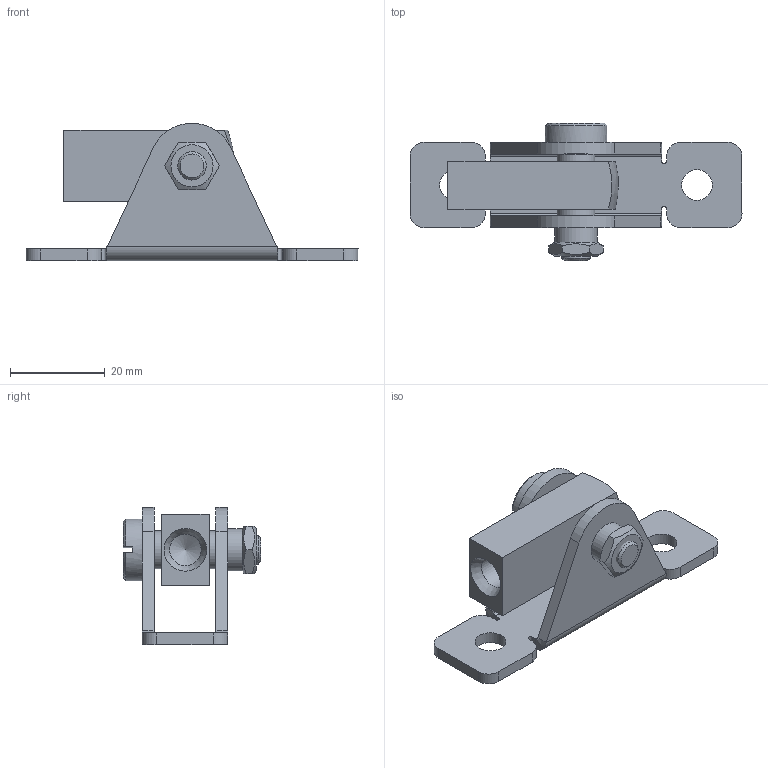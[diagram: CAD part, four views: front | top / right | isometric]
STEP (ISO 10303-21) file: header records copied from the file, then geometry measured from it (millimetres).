
FILE_DESCRIPTION(('FreeCAD Model'),'2;1');
FILE_NAME('AR27-BC01.stp', '2020-06-19T17:10:07',('Author'),(''), 'Open CASCADE STEP processor 7.3','FreeCAD','Unknown');
FILE_SCHEMA(('AUTOMOTIVE_DESIGN { 1 0 10303 214 1 1 1 1 }'));
Length unit declared in the file: millimetre
Products named in the file (4): ENG-003656; ENG-003655; ENG-003654; ENG-003345
Bounding box: 70 x 29 x 28.97 mm (x, y, z)
Volume: 11841.5 mm3; surface area: 9234.5 mm2
Topology: 4 solids, 4 shells, 90 faces, 221 edges, 141 vertices
Faces by surface type: plane 45, cylinder 29, cone 11, bspline 4, sphere 1
Full cylindrical faces by diameter (mm): 2.459 x1, 6 x1, 6.5 x2, 6.647 x1, 8 x1, 8.1 x3, 8.9 x1, 13 x1
Entity records: 9205 total; most frequent: CARTESIAN_POINT 5065, DIRECTION 657, ORIENTED_EDGE 440, PCURVE 440, DEFINITIONAL_REPRESENTATION 440, LINE 314, VECTOR 314, EDGE_CURVE 220
